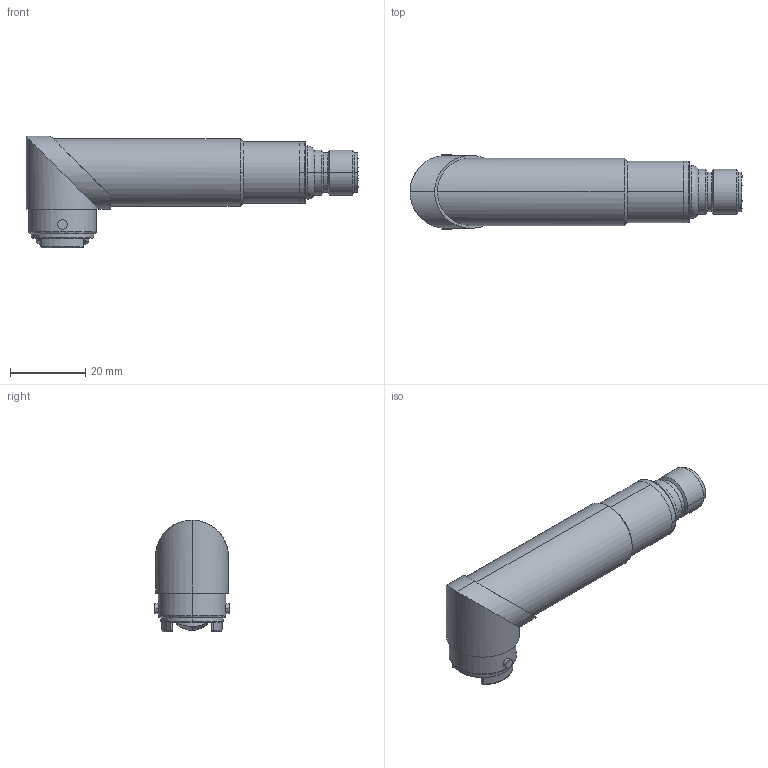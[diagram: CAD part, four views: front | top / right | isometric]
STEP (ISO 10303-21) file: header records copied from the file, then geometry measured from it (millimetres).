
FILE_DESCRIPTION (( 'STEP AP214' ), '1' );
FILE_NAME ('MQ0-00-0E.step', '2018-04-12T20:24:16', ( '' ), ( '' ), 'SwSTEP 2.0', 'SolidWorks 2017', '' );
FILE_SCHEMA (( 'AUTOMOTIVE_DESIGN' ));
Length unit declared in the file: inch
Products named in the file (1): MQ0-00-0E
Bounding box: 88.4 x 19.8 x 29.7 mm (x, y, z)
Volume: 22083.4 mm3; surface area: 8806.4 mm2
Topology: 9 solids, 9 shells, 179 faces, 401 edges, 246 vertices
Faces by surface type: cylinder 79, plane 43, cone 27, bspline 22, torus 8
Entity records: 7848 total; most frequent: CARTESIAN_POINT 1437, DIRECTION 875, ORIENTED_EDGE 786, EDGE_CURVE 393, AXIS2_PLACEMENT_3D 372, VERTEX_POINT 246, CIRCLE 214, EDGE_LOOP 203
